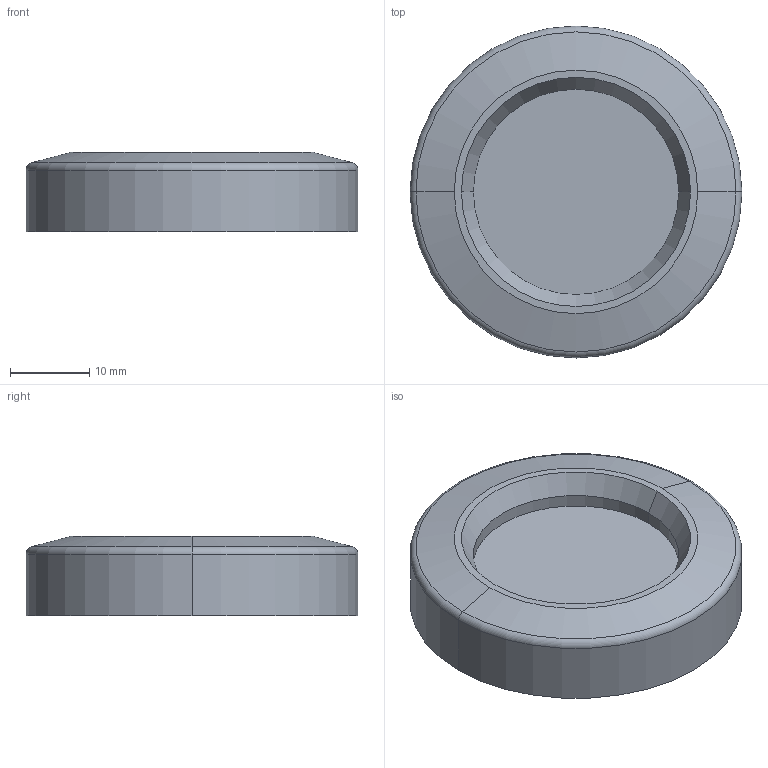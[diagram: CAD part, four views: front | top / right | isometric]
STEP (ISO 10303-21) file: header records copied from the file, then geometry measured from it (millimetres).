
FILE_DESCRIPTION (( 'STEP AP214' ), '1' );
FILE_NAME ('110GSG025.stp', '2017-06-08T04:45:35', ( '' ), ( '' ), 'SwSTEP 2.0', 'SolidWorks 2015', '' );
FILE_SCHEMA (( 'AUTOMOTIVE_DESIGN' ));
Length unit declared in the file: millimetre
Products named in the file (1): 110GSG025
Bounding box: 42 x 42 x 10 mm (x, y, z)
Volume: 8562.9 mm3; surface area: 6889 mm2
Topology: 2 solids, 2 shells, 30 faces, 58 edges, 34 vertices
Faces by surface type: torus 10, cone 8, cylinder 6, plane 6
Entity records: 1151 total; most frequent: DIRECTION 164, CARTESIAN_POINT 123, ORIENTED_EDGE 116, AXIS2_PLACEMENT_3D 75, EDGE_CURVE 58, CIRCLE 44, VERTEX_POINT 34, UNCERTAINTY_MEASURE_WITH_UNIT 34
